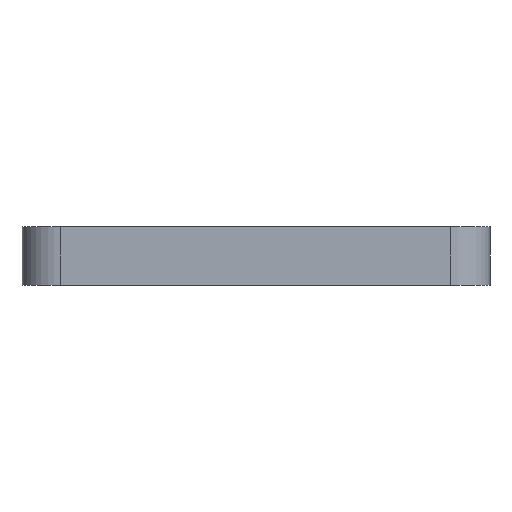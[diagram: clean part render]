
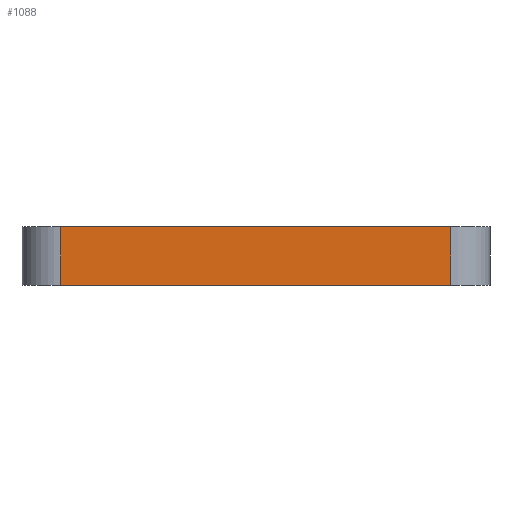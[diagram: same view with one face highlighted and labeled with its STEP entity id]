
A CAD part, left-side view. The second image highlights one B-rep face of the part: STEP entity #1088.
In plain terms, the highlighted planar face has unit normal (-1, 0, 0).
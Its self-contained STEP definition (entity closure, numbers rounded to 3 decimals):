
#103 = LINE ( 'NONE', #363, #1573 ) ;
#171 = VERTEX_POINT ( 'NONE', #1266 ) ;
#207 = ORIENTED_EDGE ( 'NONE', *, *, #1231, .T. ) ;
#219 = CARTESIAN_POINT ( 'NONE',  ( 0., 2., 3. ) ) ;
#363 = CARTESIAN_POINT ( 'NONE',  ( 0., 0., 3. ) ) ;
#383 = VERTEX_POINT ( 'NONE', #1046 ) ;
#434 = VECTOR ( 'NONE', #1184, 1000. ) ;
#437 = VECTOR ( 'NONE', #1223, 1000. ) ;
#477 = DIRECTION ( 'NONE',  ( 0., 0., -1. ) ) ;
#484 = VECTOR ( 'NONE', #1586, 1000. ) ;
#535 = CARTESIAN_POINT ( 'NONE',  ( 0., 22., 0. ) ) ;
#562 = ORIENTED_EDGE ( 'NONE', *, *, #1198, .F. ) ;
#631 = AXIS2_PLACEMENT_3D ( 'NONE', #903, #1325, #477 ) ;
#827 = ORIENTED_EDGE ( 'NONE', *, *, #1701, .T. ) ;
#903 = CARTESIAN_POINT ( 'NONE',  ( 0., 0., 3. ) ) ;
#1031 = CARTESIAN_POINT ( 'NONE',  ( 0., 0., 0. ) ) ;
#1041 = FACE_OUTER_BOUND ( 'NONE', #1795, .T. ) ;
#1046 = CARTESIAN_POINT ( 'NONE',  ( 0., 2., 0. ) ) ;
#1088 = ADVANCED_FACE ( 'NONE', ( #1041 ), #1743, .F. ) ;
#1104 = LINE ( 'NONE', #1031, #434 ) ;
#1121 = ORIENTED_EDGE ( 'NONE', *, *, #1760, .T. ) ;
#1184 = DIRECTION ( 'NONE',  ( 0., -1., 0. ) ) ;
#1198 = EDGE_CURVE ( 'NONE', #1498, #171, #103, .T. ) ;
#1204 = LINE ( 'NONE', #219, #437 ) ;
#1223 = DIRECTION ( 'NONE',  ( 0., 0., 1. ) ) ;
#1231 = EDGE_CURVE ( 'NONE', #383, #171, #1204, .T. ) ;
#1247 = CARTESIAN_POINT ( 'NONE',  ( 0., 22., 3. ) ) ;
#1266 = CARTESIAN_POINT ( 'NONE',  ( 0., 2., 3. ) ) ;
#1325 = DIRECTION ( 'NONE',  ( 1., 0., 0. ) ) ;
#1441 = VERTEX_POINT ( 'NONE', #535 ) ;
#1498 = VERTEX_POINT ( 'NONE', #1247 ) ;
#1573 = VECTOR ( 'NONE', #1636, 1000. ) ;
#1586 = DIRECTION ( 'NONE',  ( 0., 0., -1. ) ) ;
#1613 = LINE ( 'NONE', #1725, #484 ) ;
#1636 = DIRECTION ( 'NONE',  ( 0., -1., 0. ) ) ;
#1701 = EDGE_CURVE ( 'NONE', #1498, #1441, #1613, .T. ) ;
#1725 = CARTESIAN_POINT ( 'NONE',  ( 0., 22., 3. ) ) ;
#1743 = PLANE ( 'NONE',  #631 ) ;
#1760 = EDGE_CURVE ( 'NONE', #1441, #383, #1104, .T. ) ;
#1795 = EDGE_LOOP ( 'NONE', ( #562, #827, #1121, #207 ) ) ;
